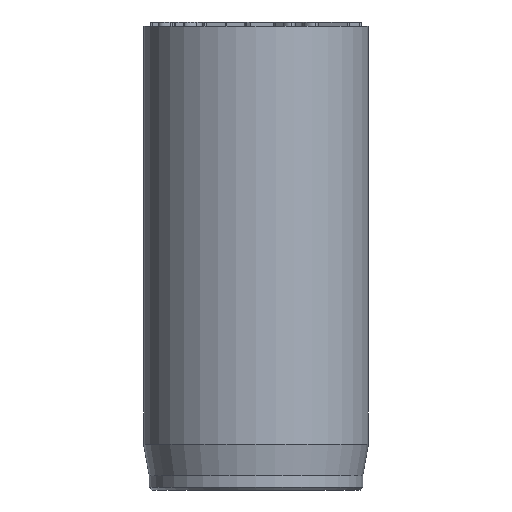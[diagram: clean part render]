
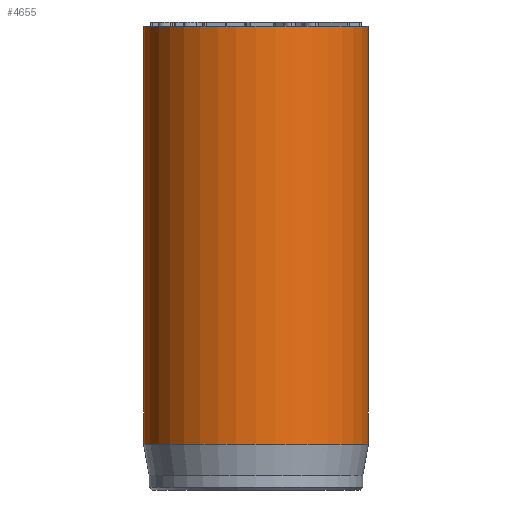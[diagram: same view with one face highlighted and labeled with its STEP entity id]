
A CAD part, front view. The second image highlights one B-rep face of the part: STEP entity #4655.
In plain terms, the highlighted cylindrical face has radius 8 mm (diameter 16 mm), a full revolution.
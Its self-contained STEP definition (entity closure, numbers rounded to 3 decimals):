
#32=CYLINDRICAL_SURFACE('',#4832,8.);
#46=CIRCLE('',#4802,8.);
#62=CIRCLE('',#4830,8.);
#63=CIRCLE('',#4831,8.);
#806=FACE_OUTER_BOUND('',#1085,.T.);
#1085=EDGE_LOOP('',(#4226,#4227,#4228,#4229,#4230));
#1422=LINE('',#8843,#1767);
#1767=VECTOR('',#5382,8.);
#2211=VERTEX_POINT('',#8785);
#2227=VERTEX_POINT('',#8837);
#2228=VERTEX_POINT('',#8838);
#2875=EDGE_CURVE('',#2211,#2211,#46,.T.);
#2899=EDGE_CURVE('',#2227,#2228,#62,.T.);
#2900=EDGE_CURVE('',#2228,#2227,#63,.T.);
#2902=EDGE_CURVE('',#2211,#2227,#1422,.T.);
#4226=ORIENTED_EDGE('',*,*,#2875,.T.);
#4227=ORIENTED_EDGE('',*,*,#2902,.T.);
#4228=ORIENTED_EDGE('',*,*,#2899,.T.);
#4229=ORIENTED_EDGE('',*,*,#2900,.T.);
#4230=ORIENTED_EDGE('',*,*,#2902,.F.);
#4655=ADVANCED_FACE('',(#806),#32,.T.);
#4802=AXIS2_PLACEMENT_3D('',#8786,#5311,#5312);
#4830=AXIS2_PLACEMENT_3D('',#8839,#5375,#5376);
#4831=AXIS2_PLACEMENT_3D('',#8840,#5377,#5378);
#4832=AXIS2_PLACEMENT_3D('',#8842,#5380,#5381);
#5311=DIRECTION('center_axis',(0.,0.,-1.));
#5312=DIRECTION('ref_axis',(-1.,0.,0.));
#5375=DIRECTION('center_axis',(0.,0.,1.));
#5376=DIRECTION('ref_axis',(-1.,0.,0.));
#5377=DIRECTION('center_axis',(0.,0.,1.));
#5378=DIRECTION('ref_axis',(-1.,0.,0.));
#5380=DIRECTION('center_axis',(0.,0.,1.));
#5381=DIRECTION('ref_axis',(-1.,0.,0.));
#5382=DIRECTION('',(0.,0.,-1.));
#8785=CARTESIAN_POINT('',(8.,0.,33.));
#8786=CARTESIAN_POINT('Origin',(0.,0.,33.));
#8837=CARTESIAN_POINT('',(8.,0.,3.269));
#8838=CARTESIAN_POINT('',(-8.,0.,3.269));
#8839=CARTESIAN_POINT('Origin',(0.,0.,3.269));
#8840=CARTESIAN_POINT('Origin',(0.,0.,3.269));
#8842=CARTESIAN_POINT('Origin',(0.,0.,0.));
#8843=CARTESIAN_POINT('',(8.,0.,0.));
